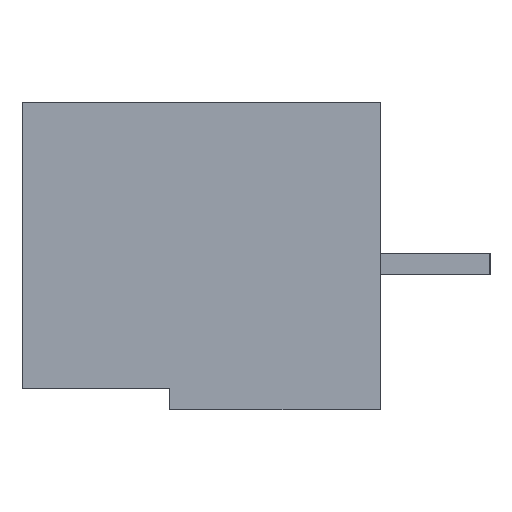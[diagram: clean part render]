
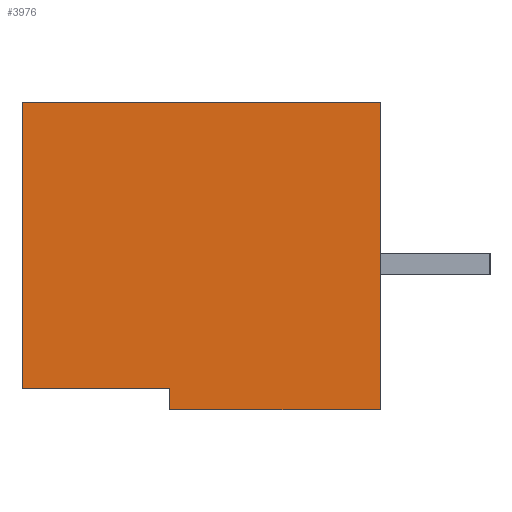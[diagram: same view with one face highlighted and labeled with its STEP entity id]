
A CAD part, left-side view. The second image highlights one B-rep face of the part: STEP entity #3976.
In plain terms, the highlighted planar face has unit normal (-1, 0, 0).
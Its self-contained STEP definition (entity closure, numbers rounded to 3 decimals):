
#238=DIRECTION('',(0.,-1.,0.));
#239=VECTOR('',#238,8.5);
#240=CARTESIAN_POINT('',(-11.43,4.25,0.));
#241=LINE('',#240,#239);
#242=DIRECTION('',(0.,0.,-1.));
#243=VECTOR('',#242,7.3);
#244=CARTESIAN_POINT('',(-11.43,-4.25,0.));
#245=LINE('',#244,#243);
#246=DIRECTION('',(0.,1.,0.));
#247=VECTOR('',#246,5.);
#248=CARTESIAN_POINT('',(-11.43,-4.25,-7.3));
#249=LINE('',#248,#247);
#250=DIRECTION('',(0.,0.,1.));
#251=VECTOR('',#250,0.5);
#252=CARTESIAN_POINT('',(-11.43,0.75,-7.3));
#253=LINE('',#252,#251);
#254=DIRECTION('',(0.,1.,0.));
#255=VECTOR('',#254,3.5);
#256=CARTESIAN_POINT('',(-11.43,0.75,-6.8));
#257=LINE('',#256,#255);
#258=DIRECTION('',(0.,0.,1.));
#259=VECTOR('',#258,6.8);
#260=CARTESIAN_POINT('',(-11.43,4.25,-6.8));
#261=LINE('',#260,#259);
#3020=CARTESIAN_POINT('',(-11.43,4.25,0.));
#3021=CARTESIAN_POINT('',(-11.43,-4.25,0.));
#3022=VERTEX_POINT('',#3020);
#3023=VERTEX_POINT('',#3021);
#3024=CARTESIAN_POINT('',(-11.43,-4.25,-7.3));
#3025=VERTEX_POINT('',#3024);
#3026=CARTESIAN_POINT('',(-11.43,0.75,-7.3));
#3027=VERTEX_POINT('',#3026);
#3028=CARTESIAN_POINT('',(-11.43,0.75,-6.8));
#3029=VERTEX_POINT('',#3028);
#3030=CARTESIAN_POINT('',(-11.43,4.25,-6.8));
#3031=VERTEX_POINT('',#3030);
#3958=CARTESIAN_POINT('',(-11.43,0.,0.));
#3959=DIRECTION('',(1.,0.,0.));
#3960=DIRECTION('',(0.,0.,-1.));
#3961=AXIS2_PLACEMENT_3D('',#3958,#3959,#3960);
#3962=PLANE('',#3961);
#3964=ORIENTED_EDGE('',*,*,#3963,.T.);
#3966=ORIENTED_EDGE('',*,*,#3965,.T.);
#3967=ORIENTED_EDGE('',*,*,#3888,.T.);
#3969=ORIENTED_EDGE('',*,*,#3968,.T.);
#3971=ORIENTED_EDGE('',*,*,#3970,.T.);
#3973=ORIENTED_EDGE('',*,*,#3972,.T.);
#3974=EDGE_LOOP('',(#3964,#3966,#3967,#3969,#3971,#3973));
#3975=FACE_OUTER_BOUND('',#3974,.F.);
#3888=EDGE_CURVE('',#3025,#3027,#249,.T.);
#3963=EDGE_CURVE('',#3022,#3023,#241,.T.);
#3965=EDGE_CURVE('',#3023,#3025,#245,.T.);
#3968=EDGE_CURVE('',#3027,#3029,#253,.T.);
#3970=EDGE_CURVE('',#3029,#3031,#257,.T.);
#3972=EDGE_CURVE('',#3031,#3022,#261,.T.);
#3976=ADVANCED_FACE('',(#3975),#3962,.F.);
